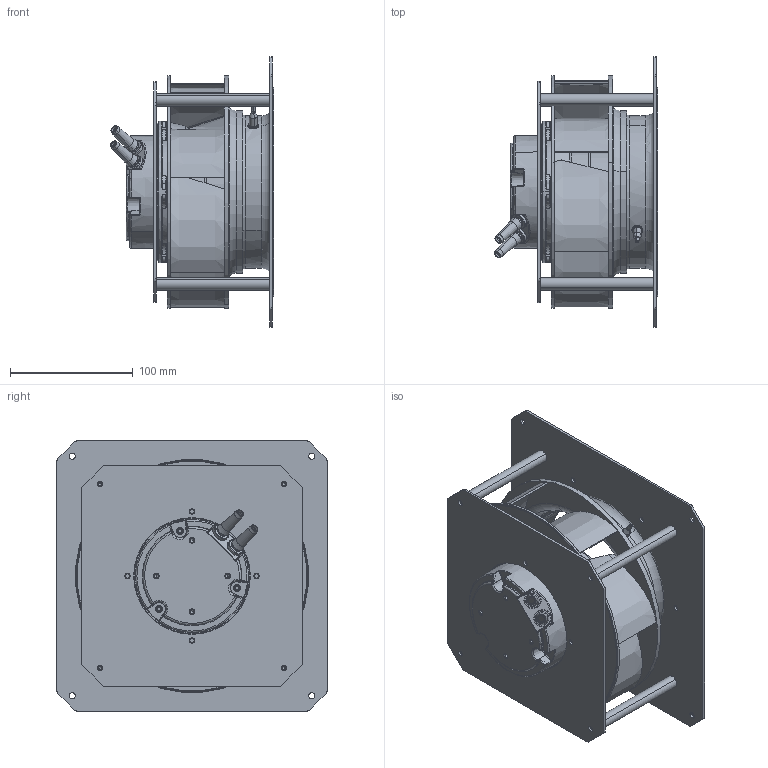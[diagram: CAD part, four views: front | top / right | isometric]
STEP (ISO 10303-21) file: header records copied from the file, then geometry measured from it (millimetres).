
FILE_DESCRIPTION((''),'2;1');
FILE_NAME('1111930_ASM','2020-12-16T13:44:33',('akowalewski'),(''),'CREO PARAMETRIC BY PTC INC, 2020342','CREO PARAMETRIC BY PTC INC, 2020342','');
FILE_SCHEMA(('CONFIG_CONTROL_DESIGN'));
Products named in the file (10): 1111825; 1111841; 1111959; 1111833; 1111851; 1111843; 1111960_ASM; 1111827; 1111835; 1111930_ASM
Assembly tree (15 placements, depth 3):
  1111930_ASM
    1111825
    1111841  x4
    1111960_ASM
      1111959
      1111833
      1111851
      1111843
    1111827
    1111835  x4
Bounding box: 132.87 x 220 x 220 mm (x, y, z)
Volume: 369699 mm3; surface area: 449618 mm2
Topology: 18 solids, 19 shells, 2504 faces, 6563 edges, 4017 vertices
Faces by surface type: cylinder 766, torus 613, plane 500, bspline 252, cone 236, sphere 75, extrusion 62
Entity records: 96642 total; most frequent: CARTESIAN_POINT 42662, ORIENTED_EDGE 11717, DIRECTION 10918, EDGE_CURVE 5862, AXIS2_PLACEMENT_3D 4670, VERTEX_POINT 3646, CIRCLE 2659, EDGE_LOOP 2466
